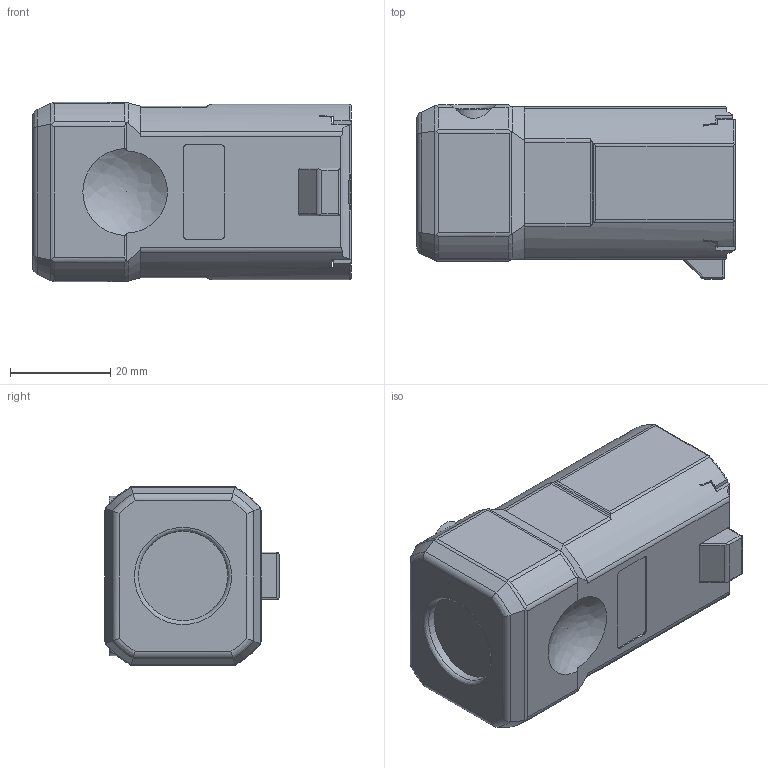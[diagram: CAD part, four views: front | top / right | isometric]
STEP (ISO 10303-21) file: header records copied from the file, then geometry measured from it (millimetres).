
FILE_DESCRIPTION (( 'STEP AP214' ), '1' );
FILE_NAME ('CATSTD-05359-0VX-M01.STEP', '2021-02-23T18:22:59', ( '' ), ( '' ), 'SwSTEP 2.0', 'SolidWorks 2020', '' );
FILE_SCHEMA (( 'AUTOMOTIVE_DESIGN' ));
Length unit declared in the file: inch
Products named in the file (1): CATSTD-05359-0VX-M01
Bounding box: 63.5 x 34.67 x 35.69 mm (x, y, z)
Volume: 61792.7 mm3; surface area: 11623.9 mm2
Topology: 1 solids, 7 shells, 666 faces, 1838 edges, 1203 vertices
Faces by surface type: plane 461, cylinder 124, bspline 68, cone 11, torus 2
Full cylindrical faces by diameter (mm): 2.769 x2, 7.925 x2, 17.78 x1
Entity records: 25098 total; most frequent: CARTESIAN_POINT 8892, ORIENTED_EDGE 3634, DIRECTION 2907, EDGE_CURVE 1817, VECTOR 1321, LINE 1321, VERTEX_POINT 1194, AXIS2_PLACEMENT_3D 793
